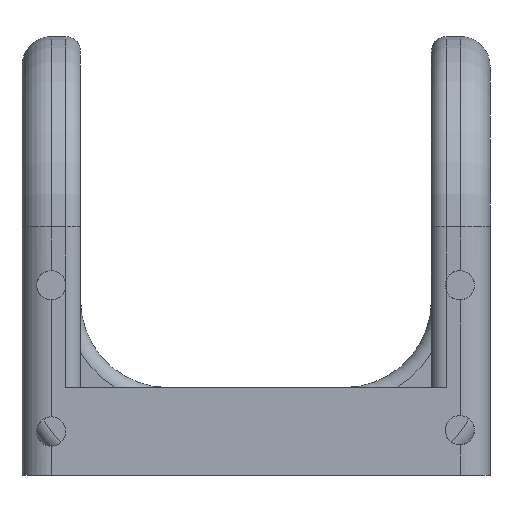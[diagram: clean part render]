
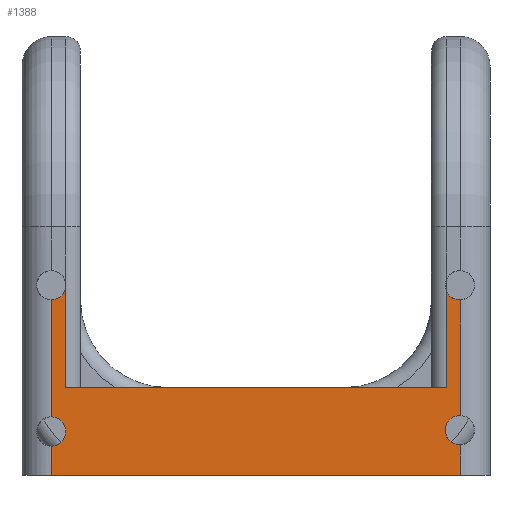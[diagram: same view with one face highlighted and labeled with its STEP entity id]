
A CAD part, left-side view. The second image highlights one B-rep face of the part: STEP entity #1388.
In plain terms, the highlighted planar face has unit normal (-1, 0, 0).
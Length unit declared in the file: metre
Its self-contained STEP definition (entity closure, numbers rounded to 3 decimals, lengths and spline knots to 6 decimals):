
#75=DIRECTION('',(0.,0.,-1.));
#76=VECTOR('',#75,0.033297);
#77=CARTESIAN_POINT('',(-0.08195,-0.065,-0.011703));
#78=LINE('',#77,#76);
#79=CARTESIAN_POINT('',(-0.08195,-0.069701,-0.01));
#80=DIRECTION('',(-1.,0.,0.));
#81=DIRECTION('',(0.,0.94,-0.341));
#82=AXIS2_PLACEMENT_3D('',#79,#80,#81);
#84=DIRECTION('',(0.,0.,1.));
#85=VECTOR('',#84,0.03957);
#86=CARTESIAN_POINT('',(-0.08195,-0.07,-0.054561));
#87=LINE('',#86,#85);
#88=CARTESIAN_POINT('',(-0.08195,-0.069701,-0.059552));
#89=DIRECTION('',(-1.,0.,0.));
#90=DIRECTION('',(0.,-0.06,0.998));
#91=AXIS2_PLACEMENT_3D('',#88,#89,#90);
#93=CARTESIAN_POINT('',(-0.08195,-0.069701,-0.059552));
#94=DIRECTION('',(-1.,0.,0.));
#95=DIRECTION('',(0.,1.,0.));
#96=AXIS2_PLACEMENT_3D('',#93,#94,#95);
#98=DIRECTION('',(0.,0.,1.));
#99=VECTOR('',#98,0.010458);
#100=CARTESIAN_POINT('',(-0.08195,-0.07,-0.075));
#101=LINE('',#100,#99);
#102=DIRECTION('',(0.,1.,0.));
#103=VECTOR('',#102,0.14);
#104=CARTESIAN_POINT('',(-0.08195,-0.07,-0.075));
#105=LINE('',#104,#103);
#106=DIRECTION('',(0.,0.,-1.));
#107=VECTOR('',#106,0.01);
#108=CARTESIAN_POINT('',(-0.08195,0.07,-0.065));
#109=LINE('',#108,#107);
#110=CARTESIAN_POINT('',(-0.08195,0.07,-0.06));
#111=DIRECTION('',(-1.,0.,0.));
#112=DIRECTION('',(0.,0.,-1.));
#113=AXIS2_PLACEMENT_3D('',#110,#111,#112);
#115=CARTESIAN_POINT('',(-0.08195,0.07,-0.06));
#116=DIRECTION('',(-1.,0.,0.));
#117=DIRECTION('',(0.,-1.,0.));
#118=AXIS2_PLACEMENT_3D('',#115,#116,#117);
#120=DIRECTION('',(0.,0.,-1.));
#121=VECTOR('',#120,0.040001);
#122=CARTESIAN_POINT('',(-0.08195,0.07,-0.015));
#123=LINE('',#122,#121);
#124=CARTESIAN_POINT('',(-0.08195,0.07,-0.01));
#125=DIRECTION('',(-1.,0.,0.));
#126=DIRECTION('',(0.,0.,-1.));
#127=AXIS2_PLACEMENT_3D('',#124,#125,#126);
#129=DIRECTION('',(0.,0.,1.));
#130=VECTOR('',#129,0.035);
#131=CARTESIAN_POINT('',(-0.08195,0.065,-0.045));
#132=LINE('',#131,#130);
#182=CARTESIAN_POINT('',(-0.08195,0.07,-0.055));
#188=CARTESIAN_POINT('',(-0.08195,0.07,-0.065));
#286=CARTESIAN_POINT('',(-0.08195,0.07,-0.015));
#329=CARTESIAN_POINT('',(-0.08195,-0.065,-0.011703));
#354=CARTESIAN_POINT('',(-0.08195,-0.07,-0.014991));
#455=DIRECTION('',(0.,1.,0.));
#456=VECTOR('',#455,0.13);
#457=CARTESIAN_POINT('',(-0.08195,-0.065,-0.045));
#458=LINE('',#457,#456);
#1037=CARTESIAN_POINT('',(-0.08195,-0.07,-0.054561));
#1064=CARTESIAN_POINT('',(-0.08195,0.065,-0.06));
#1065=VERTEX_POINT('',#1064);
#1066=CARTESIAN_POINT('',(-0.08195,-0.064701,-0.059552));
#1067=VERTEX_POINT('',#1066);
#1068=CARTESIAN_POINT('',(-0.08195,0.065,-0.01));
#1069=VERTEX_POINT('',#1068);
#1094=VERTEX_POINT('',#329);
#1096=CARTESIAN_POINT('',(-0.08195,-0.065,-0.045));
#1097=VERTEX_POINT('',#1096);
#1183=VERTEX_POINT('',#182);
#1184=VERTEX_POINT('',#188);
#1185=CARTESIAN_POINT('',(-0.08195,0.07,-0.075));
#1186=VERTEX_POINT('',#1185);
#1192=VERTEX_POINT('',#286);
#1216=VERTEX_POINT('',#354);
#1218=CARTESIAN_POINT('',(-0.08195,-0.07,-0.075));
#1219=VERTEX_POINT('',#1218);
#1220=CARTESIAN_POINT('',(-0.08195,-0.07,-0.064542));
#1221=VERTEX_POINT('',#1220);
#1223=VERTEX_POINT('',#1037);
#1286=CARTESIAN_POINT('',(-0.08195,0.065,-0.045));
#1287=VERTEX_POINT('',#1286);
#1354=CARTESIAN_POINT('',(-0.08195,0.,0.));
#1355=DIRECTION('',(1.,0.,0.));
#1356=DIRECTION('',(0.,1.,0.));
#1357=AXIS2_PLACEMENT_3D('',#1354,#1355,#1356);
#1358=PLANE('',#1357);
#1360=ORIENTED_EDGE('',*,*,#1359,.F.);
#1362=ORIENTED_EDGE('',*,*,#1361,.T.);
#1364=ORIENTED_EDGE('',*,*,#1363,.F.);
#1366=ORIENTED_EDGE('',*,*,#1365,.T.);
#1368=ORIENTED_EDGE('',*,*,#1367,.T.);
#1370=ORIENTED_EDGE('',*,*,#1369,.F.);
#1372=ORIENTED_EDGE('',*,*,#1371,.T.);
#1374=ORIENTED_EDGE('',*,*,#1373,.F.);
#1376=ORIENTED_EDGE('',*,*,#1375,.T.);
#1378=ORIENTED_EDGE('',*,*,#1377,.T.);
#1380=ORIENTED_EDGE('',*,*,#1379,.F.);
#1382=ORIENTED_EDGE('',*,*,#1381,.T.);
#1383=ORIENTED_EDGE('',*,*,#1327,.F.);
#1385=ORIENTED_EDGE('',*,*,#1384,.F.);
#1386=EDGE_LOOP('',(#1360,#1362,#1364,#1366,#1368,#1370,#1372,#1374,#1376,#1378,
#1380,#1382,#1383,#1385));
#1387=FACE_OUTER_BOUND('',#1386,.F.);
#1388=ADVANCED_FACE('',(#1387),#1358,.F.);
#83=CIRCLE('',#82,0.005);
#92=CIRCLE('',#91,0.005);
#97=CIRCLE('',#96,0.005);
#114=CIRCLE('',#113,0.005);
#119=CIRCLE('',#118,0.005);
#128=CIRCLE('',#127,0.005);
#1327=EDGE_CURVE('',#1287,#1069,#132,.T.);
#1359=EDGE_CURVE('',#1094,#1097,#78,.T.);
#1361=EDGE_CURVE('',#1094,#1216,#83,.T.);
#1363=EDGE_CURVE('',#1223,#1216,#87,.T.);
#1365=EDGE_CURVE('',#1223,#1067,#92,.T.);
#1367=EDGE_CURVE('',#1067,#1221,#97,.T.);
#1369=EDGE_CURVE('',#1219,#1221,#101,.T.);
#1371=EDGE_CURVE('',#1219,#1186,#105,.T.);
#1373=EDGE_CURVE('',#1184,#1186,#109,.T.);
#1375=EDGE_CURVE('',#1184,#1065,#114,.T.);
#1377=EDGE_CURVE('',#1065,#1183,#119,.T.);
#1379=EDGE_CURVE('',#1192,#1183,#123,.T.);
#1381=EDGE_CURVE('',#1192,#1069,#128,.T.);
#1384=EDGE_CURVE('',#1097,#1287,#458,.T.);
